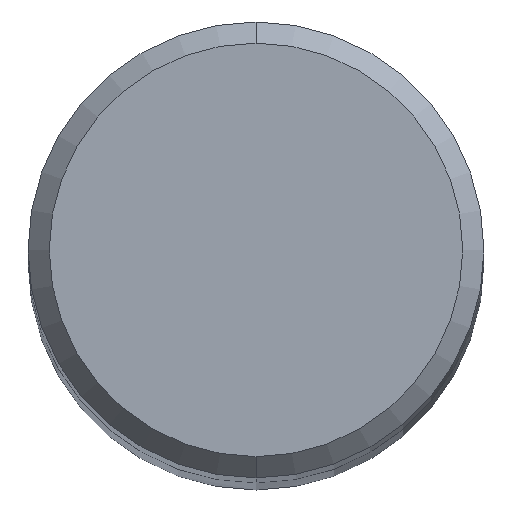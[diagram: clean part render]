
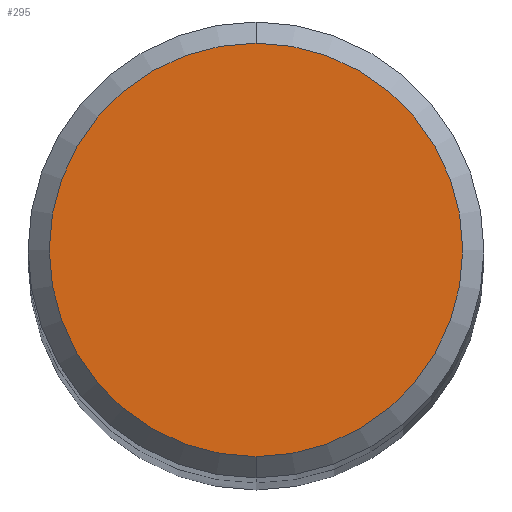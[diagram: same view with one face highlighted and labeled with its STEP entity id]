
A CAD part, top view. The second image highlights one B-rep face of the part: STEP entity #295.
In plain terms, the highlighted planar face has unit normal (0, 0, 1).
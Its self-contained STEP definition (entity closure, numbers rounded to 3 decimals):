
#235=EDGE_CURVE('',#245,#327,#505,.T.);
#245=VERTEX_POINT('',#516);
#295=ADVANCED_FACE('',(#569),#570,.T.);
#327=VERTEX_POINT('',#604);
#369=EDGE_CURVE('',#327,#245,#650,.T.);
#505=CIRCLE('',#883,5.85);
#516=CARTESIAN_POINT('',(0.0,5.85,78.0));
#569=FACE_OUTER_BOUND('',#1062,.T.);
#570=PLANE('',#1063);
#604=CARTESIAN_POINT('',(0.,-5.85,78.0));
#650=CIRCLE('',#1247,5.85);
#883=AXIS2_PLACEMENT_3D('',#1413,#1414,#1415);
#1062=EDGE_LOOP('',(#1467,#1468));
#1063=AXIS2_PLACEMENT_3D('',#1469,#1470,#1471);
#1247=AXIS2_PLACEMENT_3D('',#1542,#1543,#1544);
#1413=CARTESIAN_POINT('',(0.0,0.0,78.0));
#1414=DIRECTION('',(0.0,0.0,-1.0));
#1415=DIRECTION('',(0.0,1.0,0.0));
#1467=ORIENTED_EDGE('',*,*,#235,.F.);
#1468=ORIENTED_EDGE('',*,*,#369,.F.);
#1469=CARTESIAN_POINT('',(0.0,2.925,78.0));
#1470=DIRECTION('',(-0.0,0.0,1.0));
#1471=DIRECTION('',(0.0,-1.0,0.0));
#1542=CARTESIAN_POINT('',(0.0,0.0,78.0));
#1543=DIRECTION('',(0.0,0.0,-1.0));
#1544=DIRECTION('',(0.0,1.0,0.0));
